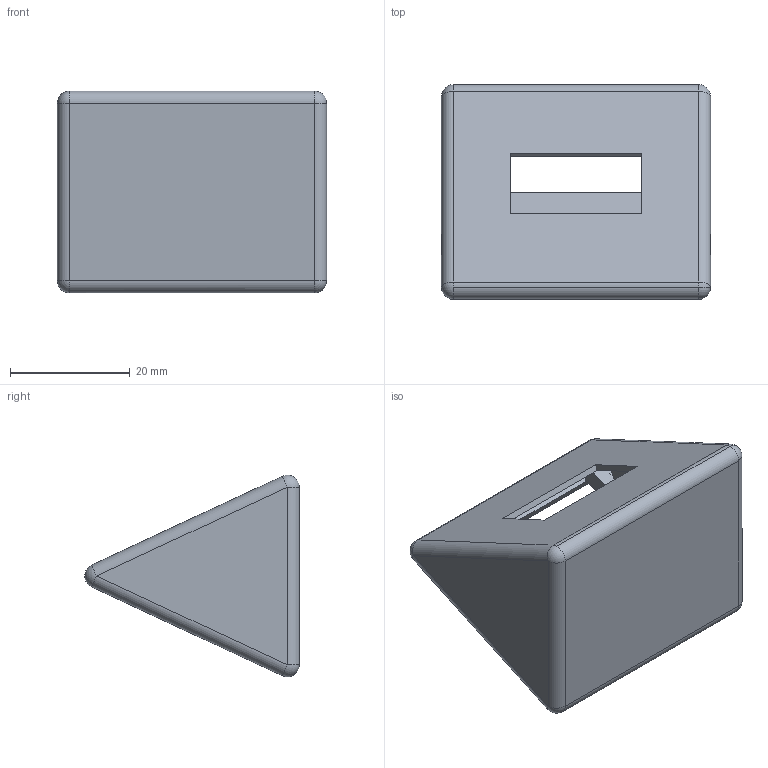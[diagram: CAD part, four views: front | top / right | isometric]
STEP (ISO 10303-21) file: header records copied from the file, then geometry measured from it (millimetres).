
FILE_DESCRIPTION (( 'STEP AP214' ), '1' );
FILE_NAME ('俋褲2.STEP', '2020-08-16T10:06:27', ( '' ), ( '' ), 'SwSTEP 2.0', 'SolidWorks 2016', '' );
FILE_SCHEMA (( 'AUTOMOTIVE_DESIGN' ));
Length unit declared in the file: millimetre
Products named in the file (1): 俋褲2
Bounding box: 45 x 35.87 x 33.72 mm (x, y, z)
Volume: 7477.9 mm3; surface area: 10124.4 mm2
Topology: 1 solids, 1 shells, 109 faces, 273 edges, 160 vertices
Faces by surface type: plane 59, cylinder 27, cone 12, sphere 8, torus 3
Entity records: 3224 total; most frequent: DIRECTION 530, CARTESIAN_POINT 527, ORIENTED_EDGE 506, EDGE_CURVE 253, LINE 192, VECTOR 192, AXIS2_PLACEMENT_3D 169, VERTEX_POINT 158
